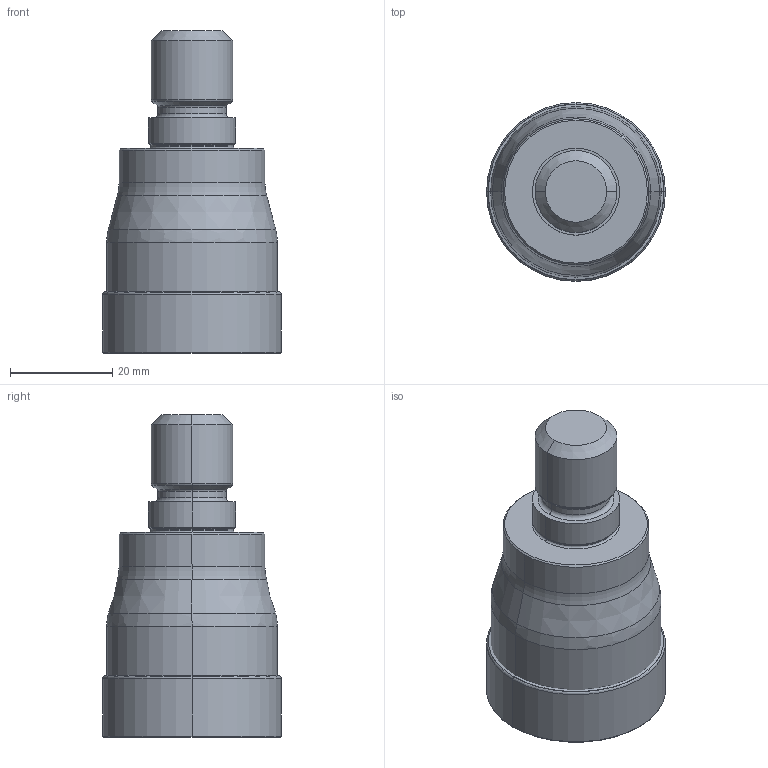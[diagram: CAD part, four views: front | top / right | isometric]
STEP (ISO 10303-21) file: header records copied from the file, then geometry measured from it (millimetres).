
FILE_DESCRIPTION(/* description */ (''),/* implementation_level */ '2;1');
FILE_NAME(/* name */ 'VPX300UR2203AM1640_IR0_008.stp',/* time_stamp */ '2025-08-29T15:08:36+09:00',/* author */ (''),/* organization */ (''),/* preprocessor_version */ 'ST-DEVELOPER v16',/* originating_system */ 'SIEMENS PLM Software NX 10.0',/* authorisation */ '');
FILE_SCHEMA (('AUTOMOTIVE_DESIGN { 1 0 10303 214 3 1 1 1 }'));
Length unit declared in the file: millimetre
Products named in the file (1): VPX300UR2203AM1640_IR0_008_ASM_ASM
Bounding box: 34.92 x 34.92 x 63 mm (x, y, z)
Volume: 41294.9 mm3; surface area: 9687.7 mm2
Topology: 2 solids, 2 shells, 89 faces, 216 edges, 153 vertices
Faces by surface type: torus 24, revolution 22, cone 14, cylinder 14, bspline 10, plane 5
Entity records: 3642 total; most frequent: CARTESIAN_POINT 1444, DIRECTION 476, ORIENTED_EDGE 392, AXIS2_PLACEMENT_3D 212, EDGE_CURVE 196, CIRCLE 147, VERTEX_POINT 112, EDGE_LOOP 92
